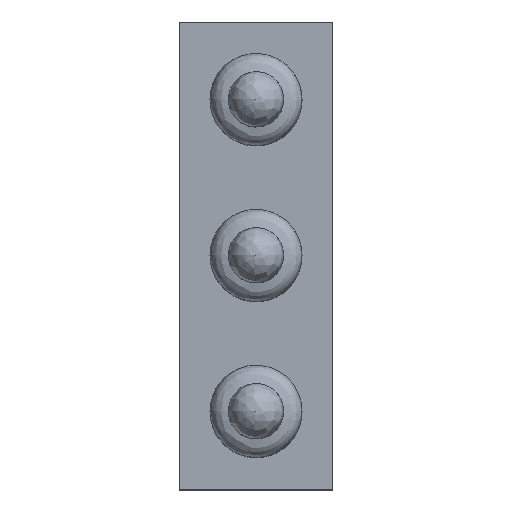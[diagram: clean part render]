
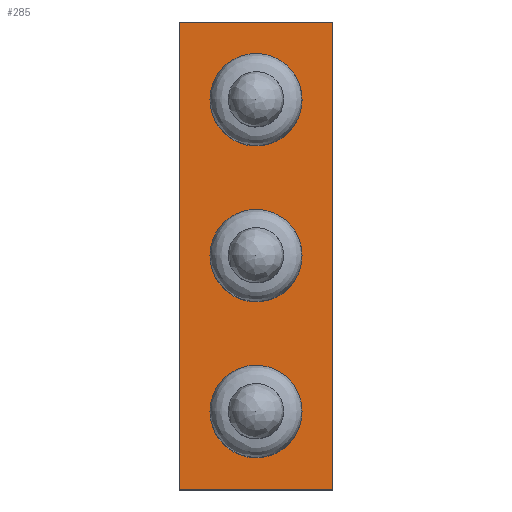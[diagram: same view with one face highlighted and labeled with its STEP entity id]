
A CAD part, top view. The second image highlights one B-rep face of the part: STEP entity #285.
In plain terms, the highlighted free-form (B-spline) face has degree [1, 1] with [2, 2] control points.
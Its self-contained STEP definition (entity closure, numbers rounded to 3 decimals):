
#24 = VERTEX_POINT('',#25);
#25 = CARTESIAN_POINT('',(-1.029,3.486,3.431)
  );
#30 = EDGE_CURVE('',#24,#24,#31,.T.);
#31 = ( BOUNDED_CURVE() B_SPLINE_CURVE(2,(#32,#33,#34,#35,#36,#37,#38),
.UNSPECIFIED.,.T.,.F.) B_SPLINE_CURVE_WITH_KNOTS((3,2,2,3),(
    3.142,5.236,7.33,9.425),
.PIECEWISE_BEZIER_KNOTS.) CURVE() GEOMETRIC_REPRESENTATION_ITEM() 
RATIONAL_B_SPLINE_CURVE((1.,0.5,1.,0.5,1.,0.5,1.)) REPRESENTATION_ITEM(
  '') );
#32 = CARTESIAN_POINT('',(-1.029,3.486,3.431)
  );
#33 = CARTESIAN_POINT('',(-1.029,5.268,3.431)
  );
#34 = CARTESIAN_POINT('',(0.515,4.377,3.431)
  );
#35 = CARTESIAN_POINT('',(2.058,3.486,3.431)
  );
#36 = CARTESIAN_POINT('',(0.515,2.594,3.431)
  );
#37 = CARTESIAN_POINT('',(-1.029,1.703,3.431)
  );
#38 = CARTESIAN_POINT('',(-1.029,3.486,3.431)
  );
#76 = VERTEX_POINT('',#77);
#77 = CARTESIAN_POINT('',(-1.029,0.,
    3.431));
#82 = EDGE_CURVE('',#76,#76,#83,.T.);
#83 = ( BOUNDED_CURVE() B_SPLINE_CURVE(2,(#84,#85,#86,#87,#88,#89,#90),
.UNSPECIFIED.,.T.,.F.) B_SPLINE_CURVE_WITH_KNOTS((3,2,2,3),(
    3.142,5.236,7.33,9.425),
.PIECEWISE_BEZIER_KNOTS.) CURVE() GEOMETRIC_REPRESENTATION_ITEM() 
RATIONAL_B_SPLINE_CURVE((1.,0.5,1.,0.5,1.,0.5,1.)) REPRESENTATION_ITEM(
  '') );
#84 = CARTESIAN_POINT('',(-1.029,0.,
    3.431));
#85 = CARTESIAN_POINT('',(-1.029,1.783,3.431)
  );
#86 = CARTESIAN_POINT('',(0.515,0.891,3.431)
  );
#87 = CARTESIAN_POINT('',(2.058,0.,
    3.431));
#88 = CARTESIAN_POINT('',(0.515,-0.891,3.431)
  );
#89 = CARTESIAN_POINT('',(-1.029,-1.783,3.431
    ));
#90 = CARTESIAN_POINT('',(-1.029,0.,
    3.431));
#128 = VERTEX_POINT('',#129);
#129 = CARTESIAN_POINT('',(-1.029,-3.486,
    3.431));
#134 = EDGE_CURVE('',#128,#128,#135,.T.);
#135 = ( BOUNDED_CURVE() B_SPLINE_CURVE(2,(#136,#137,#138,#139,#140,#141
,#142),.UNSPECIFIED.,.T.,.F.) B_SPLINE_CURVE_WITH_KNOTS((3,2,2,3),(
    3.142,5.236,7.33,9.425),
.PIECEWISE_BEZIER_KNOTS.) CURVE() GEOMETRIC_REPRESENTATION_ITEM() 
RATIONAL_B_SPLINE_CURVE((1.,0.5,1.,0.5,1.,0.5,1.)) REPRESENTATION_ITEM(
  '') );
#136 = CARTESIAN_POINT('',(-1.029,-3.486,
    3.431));
#137 = CARTESIAN_POINT('',(-1.029,-1.703,
    3.431));
#138 = CARTESIAN_POINT('',(0.515,-2.594,3.431
    ));
#139 = CARTESIAN_POINT('',(2.058,-3.486,3.431
    ));
#140 = CARTESIAN_POINT('',(0.515,-4.377,3.431
    ));
#141 = CARTESIAN_POINT('',(-1.029,-5.268,
    3.431));
#142 = CARTESIAN_POINT('',(-1.029,-3.486,
    3.431));
#187 = VERTEX_POINT('',#188);
#188 = CARTESIAN_POINT('',(1.715,5.228,3.431)
  );
#193 = EDGE_CURVE('',#194,#187,#196,.T.);
#194 = VERTEX_POINT('',#195);
#195 = CARTESIAN_POINT('',(1.715,-5.228,3.431
    ));
#196 = B_SPLINE_CURVE_WITH_KNOTS('',1,(#197,#198),.UNSPECIFIED.,.F.,.F.,
  (2,2),(-7.62,0.),.PIECEWISE_BEZIER_KNOTS.);
#197 = CARTESIAN_POINT('',(1.715,-5.228,3.431
    ));
#198 = CARTESIAN_POINT('',(1.715,5.228,3.431)
  );
#221 = EDGE_CURVE('',#222,#194,#224,.T.);
#222 = VERTEX_POINT('',#223);
#223 = CARTESIAN_POINT('',(-1.715,-5.228,
    3.431));
#224 = B_SPLINE_CURVE_WITH_KNOTS('',1,(#225,#226),.UNSPECIFIED.,.F.,.F.,
  (2,2),(-2.5,0.),.PIECEWISE_BEZIER_KNOTS.);
#225 = CARTESIAN_POINT('',(-1.715,-5.228,
    3.431));
#226 = CARTESIAN_POINT('',(1.715,-5.228,3.431
    ));
#249 = EDGE_CURVE('',#250,#222,#252,.T.);
#250 = VERTEX_POINT('',#251);
#251 = CARTESIAN_POINT('',(-1.715,5.228,3.431
    ));
#252 = B_SPLINE_CURVE_WITH_KNOTS('',1,(#253,#254),.UNSPECIFIED.,.F.,.F.,
  (2,2),(-7.62,0.),.PIECEWISE_BEZIER_KNOTS.);
#253 = CARTESIAN_POINT('',(-1.715,5.228,3.431
    ));
#254 = CARTESIAN_POINT('',(-1.715,-5.228,
    3.431));
#275 = EDGE_CURVE('',#187,#250,#276,.T.);
#276 = B_SPLINE_CURVE_WITH_KNOTS('',1,(#277,#278),.UNSPECIFIED.,.F.,.F.,
  (2,2),(-2.5,0.),.PIECEWISE_BEZIER_KNOTS.);
#277 = CARTESIAN_POINT('',(1.715,5.228,3.431)
  );
#278 = CARTESIAN_POINT('',(-1.715,5.228,3.431
    ));
#285 = ADVANCED_FACE('',(#286,#292,#295,#298),#301,.T.);
#286 = FACE_BOUND('',#287,.T.);
#287 = EDGE_LOOP('',(#288,#289,#290,#291));
#288 = ORIENTED_EDGE('',*,*,#275,.T.);
#289 = ORIENTED_EDGE('',*,*,#249,.T.);
#290 = ORIENTED_EDGE('',*,*,#221,.T.);
#291 = ORIENTED_EDGE('',*,*,#193,.T.);
#292 = FACE_BOUND('',#293,.T.);
#293 = EDGE_LOOP('',(#294));
#294 = ORIENTED_EDGE('',*,*,#30,.T.);
#295 = FACE_BOUND('',#296,.T.);
#296 = EDGE_LOOP('',(#297));
#297 = ORIENTED_EDGE('',*,*,#82,.T.);
#298 = FACE_BOUND('',#299,.T.);
#299 = EDGE_LOOP('',(#300));
#300 = ORIENTED_EDGE('',*,*,#134,.T.);
#301 = B_SPLINE_SURFACE_WITH_KNOTS('',1,1,(
    (#302,#303)
    ,(#304,#305
    )),.UNSPECIFIED.,.F.,.F.,.F.,(2,2),(2,2),(-1.25,1.25),(-3.81,3.81),
  .PIECEWISE_BEZIER_KNOTS.);
#302 = CARTESIAN_POINT('',(-1.715,-5.228,
    3.431));
#303 = CARTESIAN_POINT('',(-1.715,5.228,3.431
    ));
#304 = CARTESIAN_POINT('',(1.715,-5.228,3.431
    ));
#305 = CARTESIAN_POINT('',(1.715,5.228,3.431)
  );
